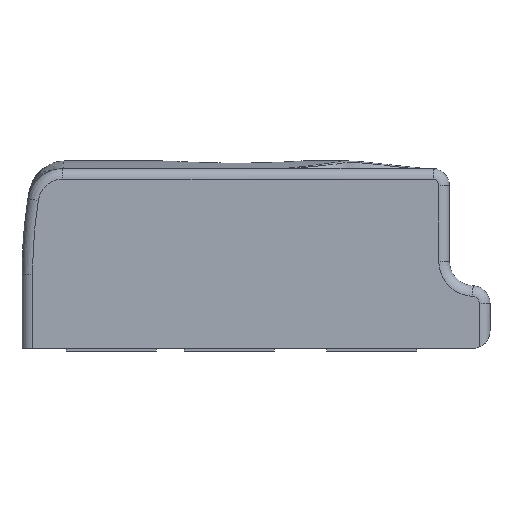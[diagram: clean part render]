
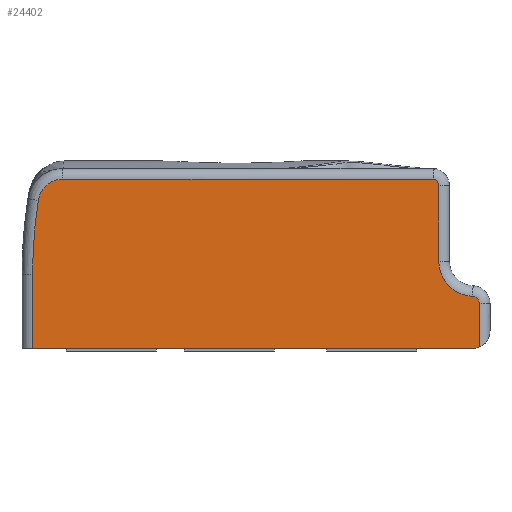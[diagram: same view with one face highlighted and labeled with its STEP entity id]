
A CAD part, left-side view. The second image highlights one B-rep face of the part: STEP entity #24402.
In plain terms, the highlighted planar face has unit normal (-1, 0, 0).
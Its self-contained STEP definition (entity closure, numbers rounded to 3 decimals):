
#194 = VERTEX_POINT ( 'NONE', #17947 ) ;
#540 = CARTESIAN_POINT ( 'NONE',  ( -56., -6., -60. ) ) ;
#647 = LINE ( 'NONE', #12662, #2860 ) ;
#775 = EDGE_CURVE ( 'NONE', #1380, #3236, #26997, .T. ) ;
#1286 = CIRCLE ( 'NONE', #29888, 4. ) ;
#1314 = ORIENTED_EDGE ( 'NONE', *, *, #11021, .T. ) ;
#1380 = VERTEX_POINT ( 'NONE', #21928 ) ;
#1702 = CARTESIAN_POINT ( 'NONE',  ( -56., -6., -102. ) ) ;
#1721 = ORIENTED_EDGE ( 'NONE', *, *, #7437, .F. ) ;
#1770 = CARTESIAN_POINT ( 'NONE',  ( -56., -11.758, -11.997 ) ) ;
#2229 = CARTESIAN_POINT ( 'NONE',  ( -56., -21.489, -6.163 ) ) ;
#2661 = EDGE_CURVE ( 'NONE', #194, #19905, #29061, .T. ) ;
#2820 = AXIS2_PLACEMENT_3D ( 'NONE', #17394, #24197, #19557 ) ;
#2860 = VECTOR ( 'NONE', #14675, 1000. ) ;
#2930 = CARTESIAN_POINT ( 'NONE',  ( -56., -259., -101.165 ) ) ;
#3236 = VERTEX_POINT ( 'NONE', #2930 ) ;
#3626 = VERTEX_POINT ( 'NONE', #23724 ) ;
#3792 = DIRECTION ( 'NONE',  ( -1., 0., 0. ) ) ;
#3988 = CARTESIAN_POINT ( 'NONE',  ( -56., -236., -10. ) ) ;
#4214 = DIRECTION ( 'NONE',  ( 0., 1., 0. ) ) ;
#4558 = CARTESIAN_POINT ( 'NONE',  ( -56., -23.16, -6.087 ) ) ;
#4749 = VERTEX_POINT ( 'NONE', #3988 ) ;
#5913 = DIRECTION ( 'NONE',  ( -1., 0., 0. ) ) ;
#6424 = CARTESIAN_POINT ( 'NONE',  ( -56., -13.362, -10.091 ) ) ;
#6577 = CARTESIAN_POINT ( 'NONE',  ( -56., -9.262, -18.136 ) ) ;
#6761 = CARTESIAN_POINT ( 'NONE',  ( -56., -255.167, -72.483 ) ) ;
#6817 = VERTEX_POINT ( 'NONE', #19145 ) ;
#7033 = LINE ( 'NONE', #25850, #29841 ) ;
#7339 = CIRCLE ( 'NONE', #13722, 20. ) ;
#7350 = ORIENTED_EDGE ( 'NONE', *, *, #28752, .T. ) ;
#7437 = EDGE_CURVE ( 'NONE', #6817, #3236, #11015, .T. ) ;
#8214 = DIRECTION ( 'NONE',  ( 0., -1., 0. ) ) ;
#8550 = DIRECTION ( 'NONE',  ( 0., 0., -1. ) ) ;
#8726 = CARTESIAN_POINT ( 'NONE',  ( -56., -14.307, -9.266 ) ) ;
#8875 = CARTESIAN_POINT ( 'NONE',  ( -56., -10.135, -14.91 ) ) ;
#9004 = CARTESIAN_POINT ( 'NONE',  ( -56., -259., -76.479 ) ) ;
#9029 = CARTESIAN_POINT ( 'NONE',  ( -56., -11.291, -12.694 ) ) ;
#9329 = CARTESIAN_POINT ( 'NONE',  ( -56., -16.73, -7.641 ) ) ;
#9416 = ORIENTED_EDGE ( 'NONE', *, *, #14284, .T. ) ;
#9712 = DIRECTION ( 'NONE',  ( 0., -1., 0. ) ) ;
#9775 = DIRECTION ( 'NONE',  ( 0., 0., 1. ) ) ;
#10212 = CARTESIAN_POINT ( 'NONE',  ( -56., 0., -102. ) ) ;
#11015 = LINE ( 'NONE', #9004, #12418 ) ;
#11021 = EDGE_CURVE ( 'NONE', #4749, #194, #18599, .T. ) ;
#11187 = CARTESIAN_POINT ( 'NONE',  ( -56., -11.072, -13.054 ) ) ;
#11346 = CARTESIAN_POINT ( 'NONE',  ( -56., -22.318, -6.087 ) ) ;
#11642 = VERTEX_POINT ( 'NONE', #23658 ) ;
#11742 = EDGE_CURVE ( 'NONE', #20587, #25579, #647, .T. ) ;
#11791 = CARTESIAN_POINT ( 'NONE',  ( -56., -19.056, -6.703 ) ) ;
#12418 = VECTOR ( 'NONE', #8550, 1000. ) ;
#12467 = CARTESIAN_POINT ( 'NONE',  ( -56., -23.16, -6.087 ) ) ;
#12662 = CARTESIAN_POINT ( 'NONE',  ( -56., -6., -102. ) ) ;
#13484 = CARTESIAN_POINT ( 'NONE',  ( -56., -15.661, -8.282 ) ) ;
#13643 = CARTESIAN_POINT ( 'NONE',  ( -56., -9.596, -16.485 ) ) ;
#13722 = AXIS2_PLACEMENT_3D ( 'NONE', #15929, #25362, #4214 ) ;
#14284 = EDGE_CURVE ( 'NONE', #11642, #4749, #7033, .T. ) ;
#14675 = DIRECTION ( 'NONE',  ( 0., 0., -1. ) ) ;
#14854 = CARTESIAN_POINT ( 'NONE',  ( -56., -23.028, -6.087 ) ) ;
#15290 = LINE ( 'NONE', #10212, #19502 ) ;
#15443 = CARTESIAN_POINT ( 'NONE',  ( -56., -255., -76.479 ) ) ;
#15929 = CARTESIAN_POINT ( 'NONE',  ( -56., -256., -52.5 ) ) ;
#16040 = DIRECTION ( 'NONE',  ( -1., 0., 0. ) ) ;
#16662 = PLANE ( 'NONE',  #29500 ) ;
#17160 = DIRECTION ( 'NONE',  ( 0., -1., 0. ) ) ;
#17394 = CARTESIAN_POINT ( 'NONE',  ( -56., -276.25, -60. ) ) ;
#17609 = AXIS2_PLACEMENT_3D ( 'NONE', #18373, #16040, #25477 ) ;
#17647 = EDGE_CURVE ( 'NONE', #25579, #1380, #15290, .T. ) ;
#17666 = EDGE_CURVE ( 'NONE', #6817, #25236, #1286, .T. ) ;
#17878 = ORIENTED_EDGE ( 'NONE', *, *, #26359, .T. ) ;
#17947 = CARTESIAN_POINT ( 'NONE',  ( -56., -232.829, -6.087 ) ) ;
#18275 = CARTESIAN_POINT ( 'NONE',  ( -56., -9.393, -17.304 ) ) ;
#18373 = CARTESIAN_POINT ( 'NONE',  ( -56., -255., -92. ) ) ;
#18460 = ORIENTED_EDGE ( 'NONE', *, *, #2661, .T. ) ;
#18573 = ORIENTED_EDGE ( 'NONE', *, *, #11742, .T. ) ;
#18595 = DIRECTION ( 'NONE',  ( 0., -1., 0. ) ) ;
#18599 = CIRCLE ( 'NONE', #30428, 4. ) ;
#18739 = CARTESIAN_POINT ( 'NONE',  ( -56., -15.314, -8.511 ) ) ;
#19145 = CARTESIAN_POINT ( 'NONE',  ( -56., -259., -76.479 ) ) ;
#19428 = FACE_OUTER_BOUND ( 'NONE', #24026, .T. ) ;
#19502 = VECTOR ( 'NONE', #8214, 1000. ) ;
#19557 = DIRECTION ( 'NONE',  ( 0., -1., 0. ) ) ;
#19905 = VERTEX_POINT ( 'NONE', #12467 ) ;
#20587 = VERTEX_POINT ( 'NONE', #540 ) ;
#20670 = ORIENTED_EDGE ( 'NONE', *, *, #17666, .T. ) ;
#20757 = CARTESIAN_POINT ( 'NONE',  ( -56., -20.264, -6.387 ) ) ;
#21458 = CARTESIAN_POINT ( 'NONE',  ( -56., 0., -102. ) ) ;
#21928 = CARTESIAN_POINT ( 'NONE',  ( -56., -255., -102. ) ) ;
#23658 = CARTESIAN_POINT ( 'NONE',  ( -56., -236., -52.5 ) ) ;
#23724 = CARTESIAN_POINT ( 'NONE',  ( -56., -9.262, -18.136 ) ) ;
#23989 = DIRECTION ( 'NONE',  ( 0., 1., 0. ) ) ;
#24026 = EDGE_LOOP ( 'NONE', ( #24306, #24692, #1721, #20670, #17878, #9416, #1314, #18460, #26195, #7350, #18573 ) ) ;
#24197 = DIRECTION ( 'NONE',  ( -1., 0., 0. ) ) ;
#24306 = ORIENTED_EDGE ( 'NONE', *, *, #17647, .T. ) ;
#24402 = ADVANCED_FACE ( 'NONE', ( #19428 ), #16662, .T. ) ;
#24480 = CIRCLE ( 'NONE', #2820, 270.25 ) ;
#24692 = ORIENTED_EDGE ( 'NONE', *, *, #775, .T. ) ;
#24777 = VECTOR ( 'NONE', #23989, 1000. ) ;
#25228 = CARTESIAN_POINT ( 'NONE',  ( -56., -12.005, -11.661 ) ) ;
#25236 = VERTEX_POINT ( 'NONE', #6761 ) ;
#25362 = DIRECTION ( 'NONE',  ( 1., 0., 0. ) ) ;
#25477 = DIRECTION ( 'NONE',  ( 0., -1., 0. ) ) ;
#25579 = VERTEX_POINT ( 'NONE', #1702 ) ;
#25850 = CARTESIAN_POINT ( 'NONE',  ( -56., -236., -52.5 ) ) ;
#26195 = ORIENTED_EDGE ( 'NONE', *, *, #27918, .T. ) ;
#26359 = EDGE_CURVE ( 'NONE', #25236, #11642, #7339, .T. ) ;
#26997 = CIRCLE ( 'NONE', #17609, 10. ) ;
#27103 = CARTESIAN_POINT ( 'NONE',  ( -56., -232., -10. ) ) ;
#27700 = CARTESIAN_POINT ( 'NONE',  ( -56., -12.787, -10.69 ) ) ;
#27918 = EDGE_CURVE ( 'NONE', #19905, #3626, #30372, .T. ) ;
#28158 = CARTESIAN_POINT ( 'NONE',  ( -56., -14.637, -9.003 ) ) ;
#28752 = EDGE_CURVE ( 'NONE', #3626, #20587, #24480, .T. ) ;
#28836 = DIRECTION ( 'NONE',  ( -1., 0., 0. ) ) ;
#29061 = LINE ( 'NONE', #14854, #24777 ) ;
#29500 = AXIS2_PLACEMENT_3D ( 'NONE', #21458, #28836, #9712 ) ;
#29841 = VECTOR ( 'NONE', #9775, 1000. ) ;
#29853 = CARTESIAN_POINT ( 'NONE',  ( -56., -17.478, -7.279 ) ) ;
#29888 = AXIS2_PLACEMENT_3D ( 'NONE', #15443, #5913, #17160 ) ;
#30018 = CARTESIAN_POINT ( 'NONE',  ( -56., -10.47, -14.151 ) ) ;
#30164 = CARTESIAN_POINT ( 'NONE',  ( -56., -19.859, -6.48 ) ) ;
#30372 = B_SPLINE_CURVE_WITH_KNOTS ( 'NONE', 3,
 ( #4558, #11346, #2229, #20757, #30164, #11791, #30471, #29853, #9329, #13484, #18739, #28158, #8726, #6424, #27700, #25228, #1770, #9029, #11187, #30018, #8875, #13643, #18275, #6577 ),
 .UNSPECIFIED., .F., .F.,
 ( 4, 2, 2, 2, 2, 2, 2, 2, 2, 2, 2, 4 ),
 ( 0., 0.002, 0.004, 0.005, 0.007, 0.009, 0.01, 0.012, 0.014, 0.015, 0.017, 0.02 ),
 .UNSPECIFIED. ) ;
#30428 = AXIS2_PLACEMENT_3D ( 'NONE', #27103, #3792, #18595 ) ;
#30471 = CARTESIAN_POINT ( 'NONE',  ( -56., -18.655, -6.834 ) ) ;
